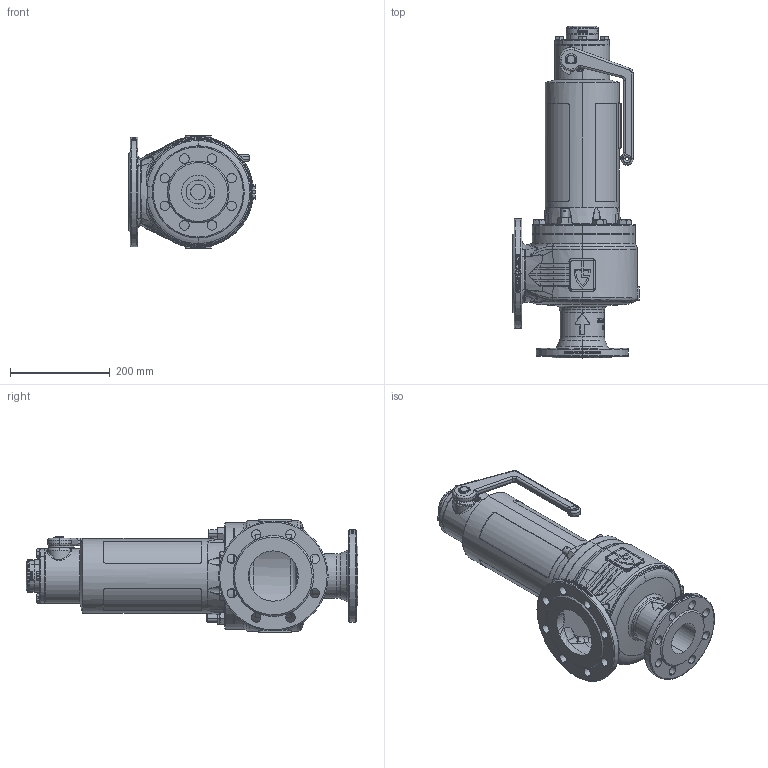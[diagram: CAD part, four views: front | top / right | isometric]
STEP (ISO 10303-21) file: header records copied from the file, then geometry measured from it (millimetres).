
FILE_DESCRIPTION (( 'STEP AP214' ), '1' );
FILE_NAME ('355TGFL_65_FLFL_65100_MD.STEP', '2020-08-20T08:27:40', ( '' ), ( '' ), 'SwSTEP 2.0', 'SolidWorks 2020', '' );
FILE_SCHEMA (( 'AUTOMOTIVE_DESIGN' ));
Length unit declared in the file: millimetre
Products named in the file (1): 355TGFL_65_FLFL_65100_MD
Bounding box: 255 x 666.75 x 225 mm (x, y, z)
Volume: 4837376.5 mm3; surface area: 1021187.9 mm2
Topology: 25 solids, 25 shells, 3099 faces, 7797 edges, 4932 vertices
Faces by surface type: plane 1112, bspline 860, cylinder 657, cone 291, torus 161, sphere 18
Entity records: 240107 total; most frequent: CARTESIAN_POINT 138001, ORIENTED_EDGE 15462, DIRECTION 11915, EDGE_CURVE 7731, VERTEX_POINT 4932, AXIS2_PLACEMENT_3D 4758, EDGE_LOOP 3451, UNCERTAINTY_MEASURE_WITH_UNIT 3119
